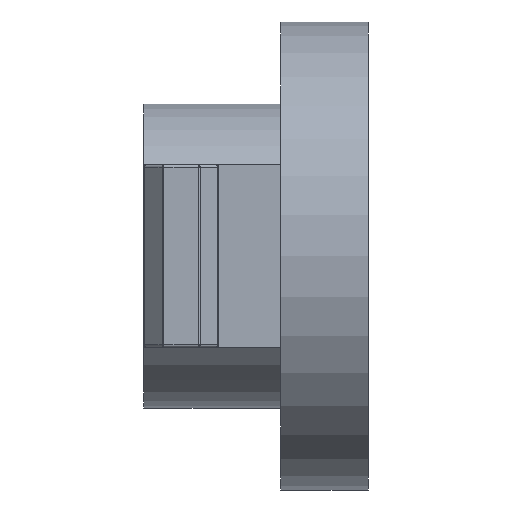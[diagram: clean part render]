
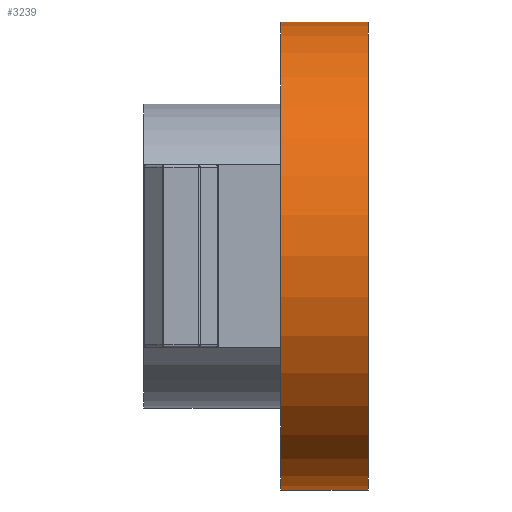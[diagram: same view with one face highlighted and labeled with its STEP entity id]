
A CAD part, front view. The second image highlights one B-rep face of the part: STEP entity #3239.
In plain terms, the highlighted cylindrical face has radius 50.8 mm (diameter 101.6 mm), a partial arc.
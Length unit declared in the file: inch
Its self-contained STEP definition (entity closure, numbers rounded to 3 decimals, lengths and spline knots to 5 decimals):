
#23 = EDGE_CURVE ( 'NONE', #3404, #2908, #2862, .T. ) ;
#29 = LINE ( 'NONE', #1847, #1561 ) ;
#92 = DIRECTION ( 'NONE',  ( 0., 0., -1. ) ) ;
#131 = CARTESIAN_POINT ( 'NONE',  ( 2.83268, 0., 2. ) ) ;
#347 = DIRECTION ( 'NONE',  ( 1., 0., 0. ) ) ;
#435 = ORIENTED_EDGE ( 'NONE', *, *, #3532, .F. ) ;
#563 = CARTESIAN_POINT ( 'NONE',  ( 0.655, 0., 0. ) ) ;
#599 = AXIS2_PLACEMENT_3D ( 'NONE', #1352, #1979, #92 ) ;
#674 = AXIS2_PLACEMENT_3D ( 'NONE', #3464, #1328, #1024 ) ;
#689 = ORIENTED_EDGE ( 'NONE', *, *, #2941, .T. ) ;
#709 = DIRECTION ( 'NONE',  ( 1., 0., 0. ) ) ;
#752 = ORIENTED_EDGE ( 'NONE', *, *, #23, .F. ) ;
#846 = CIRCLE ( 'NONE', #1374, 2. ) ;
#1024 = DIRECTION ( 'NONE',  ( 0., 0., -1. ) ) ;
#1060 = CIRCLE ( 'NONE', #674, 2. ) ;
#1125 = VERTEX_POINT ( 'NONE', #1129 ) ;
#1129 = CARTESIAN_POINT ( 'NONE',  ( 1.405, 0., -2. ) ) ;
#1328 = DIRECTION ( 'NONE',  ( 1., 0., 0. ) ) ;
#1352 = CARTESIAN_POINT ( 'NONE',  ( 2.83268, 0., 0. ) ) ;
#1374 = AXIS2_PLACEMENT_3D ( 'NONE', #563, #2642, #2960 ) ;
#1561 = VECTOR ( 'NONE', #347, 39.37008 ) ;
#1609 = CARTESIAN_POINT ( 'NONE',  ( 0.655, 0., -2. ) ) ;
#1752 = EDGE_CURVE ( 'NONE', #3136, #1125, #29, .T. ) ;
#1847 = CARTESIAN_POINT ( 'NONE',  ( 2.83268, 0., -2. ) ) ;
#1979 = DIRECTION ( 'NONE',  ( 1., 0., 0. ) ) ;
#2091 = ORIENTED_EDGE ( 'NONE', *, *, #1752, .T. ) ;
#2552 = FACE_OUTER_BOUND ( 'NONE', #3615, .T. ) ;
#2642 = DIRECTION ( 'NONE',  ( 1., 0., 0. ) ) ;
#2862 = LINE ( 'NONE', #131, #3966 ) ;
#2908 = VERTEX_POINT ( 'NONE', #3281 ) ;
#2941 = EDGE_CURVE ( 'NONE', #3404, #3136, #846, .T. ) ;
#2960 = DIRECTION ( 'NONE',  ( 0., 0., -1. ) ) ;
#3136 = VERTEX_POINT ( 'NONE', #1609 ) ;
#3239 = ADVANCED_FACE ( 'NONE', ( #2552 ), #3450, .T. ) ;
#3281 = CARTESIAN_POINT ( 'NONE',  ( 1.405, 0., 2. ) ) ;
#3404 = VERTEX_POINT ( 'NONE', #3681 ) ;
#3450 = CYLINDRICAL_SURFACE ( 'NONE', #599, 2. ) ;
#3464 = CARTESIAN_POINT ( 'NONE',  ( 1.405, 0., 0. ) ) ;
#3532 = EDGE_CURVE ( 'NONE', #2908, #1125, #1060, .T. ) ;
#3615 = EDGE_LOOP ( 'NONE', ( #752, #689, #2091, #435 ) ) ;
#3681 = CARTESIAN_POINT ( 'NONE',  ( 0.655, 0., 2. ) ) ;
#3966 = VECTOR ( 'NONE', #709, 39.37008 ) ;
